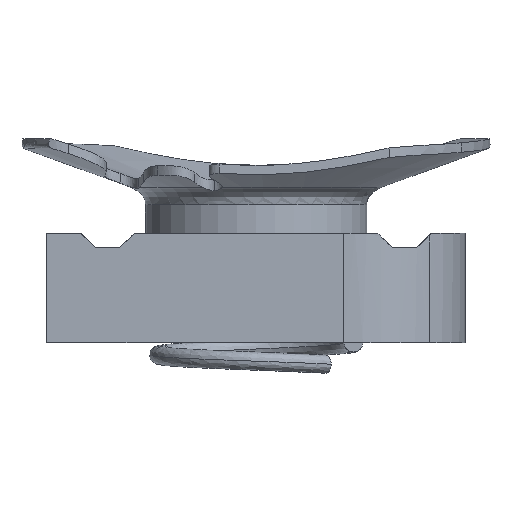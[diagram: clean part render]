
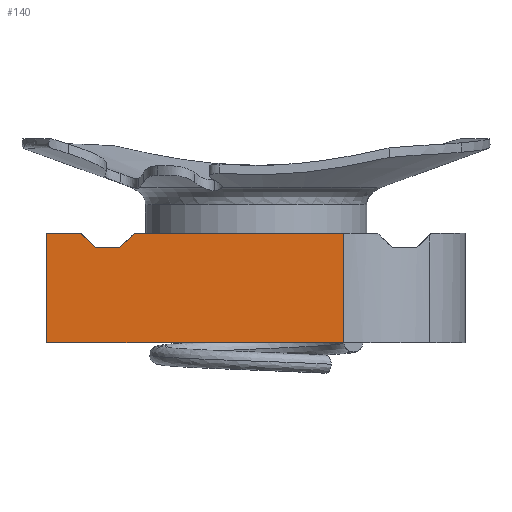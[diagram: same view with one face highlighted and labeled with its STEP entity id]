
A CAD part, front view. The second image highlights one B-rep face of the part: STEP entity #140.
In plain terms, the highlighted planar face has unit normal (0, -1, 0).
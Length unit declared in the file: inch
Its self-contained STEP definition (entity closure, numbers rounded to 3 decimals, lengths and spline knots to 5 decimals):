
#140=ADVANCED_FACE('',(#332),#333,.T.);
#332=FACE_OUTER_BOUND('',#1318,.T.);
#333=PLANE('',#1319);
#1318=EDGE_LOOP('',(#1957,#1958,#1959,#1960,#1961,#1962,#1963,#1964));
#1319=AXIS2_PLACEMENT_3D('',#1965,#1966,#1967);
#1957=ORIENTED_EDGE('',*,*,#2505,.T.);
#1958=ORIENTED_EDGE('',*,*,#2546,.T.);
#1959=ORIENTED_EDGE('',*,*,#2547,.T.);
#1960=ORIENTED_EDGE('',*,*,#2548,.F.);
#1961=ORIENTED_EDGE('',*,*,#2549,.T.);
#1962=ORIENTED_EDGE('',*,*,#2550,.T.);
#1963=ORIENTED_EDGE('',*,*,#2551,.F.);
#1964=ORIENTED_EDGE('',*,*,#2541,.F.);
#1965=CARTESIAN_POINT('',(0.0,0.,0.25591));
#1966=DIRECTION('',(0.0,-1.0,0.0));
#1967=DIRECTION('',(0.0,0.0,-1.0));
#2505=EDGE_CURVE('',#2830,#2828,#2831,.T.);
#2541=EDGE_CURVE('',#2830,#2888,#2889,.T.);
#2546=EDGE_CURVE('',#2828,#2896,#2897,.T.);
#2547=EDGE_CURVE('',#2896,#2898,#2899,.T.);
#2548=EDGE_CURVE('',#2900,#2898,#2901,.T.);
#2549=EDGE_CURVE('',#2900,#2902,#2903,.T.);
#2550=EDGE_CURVE('',#2902,#2904,#2905,.T.);
#2551=EDGE_CURVE('',#2888,#2904,#2906,.T.);
#2828=VERTEX_POINT('',#3495);
#2830=VERTEX_POINT('',#3498);
#2831=LINE('',#3499,#3500);
#2888=VERTEX_POINT('',#3708);
#2889=LINE('',#3709,#3710);
#2896=VERTEX_POINT('',#3717);
#2897=LINE('',#3718,#3719);
#2898=VERTEX_POINT('',#3720);
#2899=LINE('',#3721,#3722);
#2900=VERTEX_POINT('',#3723);
#2901=LINE('',#3724,#3725);
#2902=VERTEX_POINT('',#3726);
#2903=LINE('',#3727,#3728);
#2904=VERTEX_POINT('',#3729);
#2905=LINE('',#3730,#3731);
#2906=LINE('',#3732,#3733);
#3495=CARTESIAN_POINT('',(0.23622,0.,0.20866));
#3498=CARTESIAN_POINT('',(0.28346,0.,0.25591));
#3499=CARTESIAN_POINT('',(0.18898,0.,0.16142));
#3500=VECTOR('',#4618,0.3937);
#3708=CARTESIAN_POINT('',(0.96063,0.,0.25591));
#3709=CARTESIAN_POINT('',(0.0,0.,0.25591));
#3710=VECTOR('',#4643,0.3937);
#3717=CARTESIAN_POINT('',(0.15748,0.,0.20866));
#3718=CARTESIAN_POINT('',(0.07874,0.,0.20866));
#3719=VECTOR('',#4653,0.3937);
#3720=CARTESIAN_POINT('',(0.11024,0.,0.25591));
#3721=CARTESIAN_POINT('',(0.08268,0.,0.28346));
#3722=VECTOR('',#4654,0.3937);
#3723=CARTESIAN_POINT('',(0.0,0.,0.25591));
#3724=CARTESIAN_POINT('',(0.0,0.,0.25591));
#3725=VECTOR('',#4655,0.3937);
#3726=CARTESIAN_POINT('',(0.0,0.,-0.09843));
#3727=CARTESIAN_POINT('',(0.0,0.,0.25591));
#3728=VECTOR('',#4656,0.3937);
#3729=CARTESIAN_POINT('',(0.96063,0.,-0.09843));
#3730=CARTESIAN_POINT('',(0.0,0.,-0.09843));
#3731=VECTOR('',#4657,0.3937);
#3732=CARTESIAN_POINT('',(0.96063,0.,0.25591));
#3733=VECTOR('',#4658,0.3937);
#4618=DIRECTION('',(-0.707,0.0,-0.707));
#4643=DIRECTION('',(1.0,0.0,0.0));
#4653=DIRECTION('',(-1.0,0.0,0.));
#4654=DIRECTION('',(-0.707,-0.0,0.707));
#4655=DIRECTION('',(1.0,0.0,0.0));
#4656=DIRECTION('',(0.0,0.0,-1.0));
#4657=DIRECTION('',(1.0,0.0,0.0));
#4658=DIRECTION('',(0.0,0.0,-1.0));
